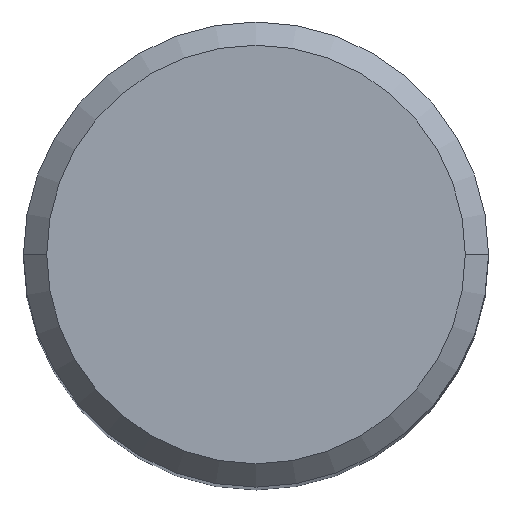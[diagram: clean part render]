
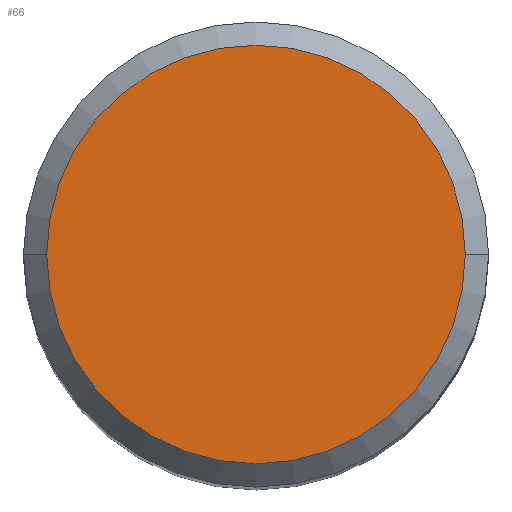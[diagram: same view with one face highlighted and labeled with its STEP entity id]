
A CAD part, top view. The second image highlights one B-rep face of the part: STEP entity #66.
In plain terms, the highlighted planar face has unit normal (0, 0, 1).
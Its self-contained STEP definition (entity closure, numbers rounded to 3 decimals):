
#66=ADVANCED_FACE('',(#85),#86,.T.);
#85=FACE_OUTER_BOUND('',#111,.T.);
#86=PLANE('',#112);
#111=EDGE_LOOP('',(#157,#158));
#112=AXIS2_PLACEMENT_3D('',#159,#160,#161);
#157=ORIENTED_EDGE('',*,*,#213,.F.);
#158=ORIENTED_EDGE('',*,*,#214,.F.);
#159=CARTESIAN_POINT('',(0.0,0.0,0.0));
#160=DIRECTION('',(0.0,0.0,1.0));
#161=DIRECTION('',(-1.0,0.0,0.0));
#213=EDGE_CURVE('',#238,#236,#240,.T.);
#214=EDGE_CURVE('',#236,#238,#241,.T.);
#236=VERTEX_POINT('',#270);
#238=VERTEX_POINT('',#273);
#240=CIRCLE('',#276,9.0);
#241=CIRCLE('',#277,9.0);
#270=CARTESIAN_POINT('',(-9.0,0.,0.0));
#273=CARTESIAN_POINT('',(9.0,0.,0.0));
#276=AXIS2_PLACEMENT_3D('',#310,#311,#312);
#277=AXIS2_PLACEMENT_3D('',#313,#314,#315);
#310=CARTESIAN_POINT('',(0.0,0.0,0.0));
#311=DIRECTION('',(0.0,0.0,-1.0));
#312=DIRECTION('',(-1.0,0.0,0.0));
#313=CARTESIAN_POINT('',(0.0,0.0,0.0));
#314=DIRECTION('',(0.0,0.0,-1.0));
#315=DIRECTION('',(-1.0,0.0,0.0));
